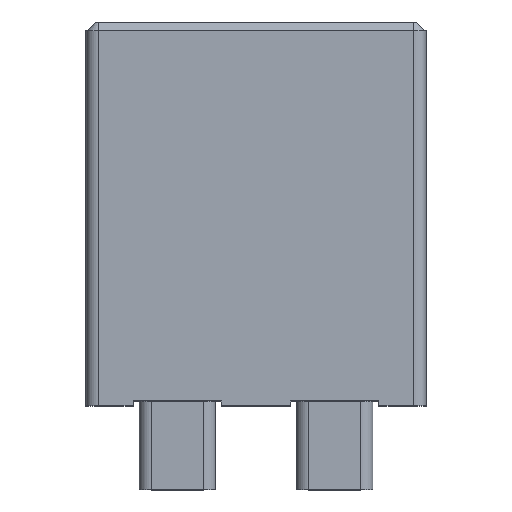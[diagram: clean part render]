
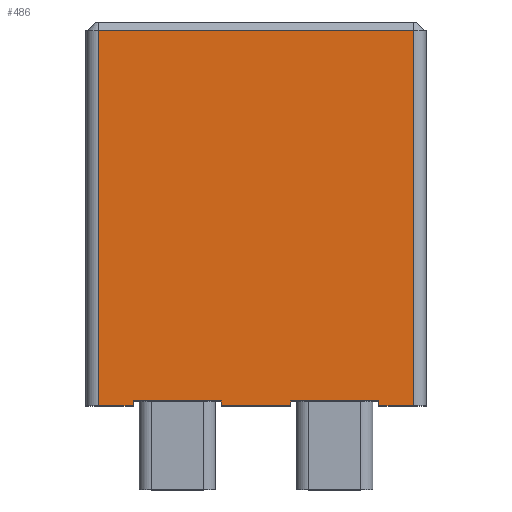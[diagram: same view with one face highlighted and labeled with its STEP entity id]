
A CAD part, top view. The second image highlights one B-rep face of the part: STEP entity #486.
In plain terms, the highlighted planar face has unit normal (0, 0, 1).
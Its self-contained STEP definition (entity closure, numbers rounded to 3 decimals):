
#40 = ORIENTED_EDGE ( 'NONE', *, *, #381, .F. ) ;
#69 = CARTESIAN_POINT ( 'NONE',  ( 6.36, 15.49, 5.205 ) ) ;
#87 = ORIENTED_EDGE ( 'NONE', *, *, #534, .T. ) ;
#102 = EDGE_CURVE ( 'NONE', #908, #1406, #821, .T. ) ;
#110 = LINE ( 'NONE', #689, #1999 ) ;
#118 = VERTEX_POINT ( 'NONE', #898 ) ;
#150 = LINE ( 'NONE', #586, #1772 ) ;
#176 = DIRECTION ( 'NONE',  ( 0., 1., 0. ) ) ;
#178 = CARTESIAN_POINT ( 'NONE',  ( -4.955, 0., 5.205 ) ) ;
#184 = VECTOR ( 'NONE', #1734, 1000. ) ;
#197 = CARTESIAN_POINT ( 'NONE',  ( 6.36, 0., 5.205 ) ) ;
#227 = VECTOR ( 'NONE', #979, 1000. ) ;
#267 = CARTESIAN_POINT ( 'NONE',  ( 6.36, 0., 5.205 ) ) ;
#293 = EDGE_CURVE ( 'NONE', #118, #908, #1971, .T. ) ;
#297 = LINE ( 'NONE', #1600, #1298 ) ;
#323 = CARTESIAN_POINT ( 'NONE',  ( 6.36, 15.49, 5.205 ) ) ;
#381 = EDGE_CURVE ( 'NONE', #805, #1113, #593, .T. ) ;
#385 = DIRECTION ( 'NONE',  ( 0., 0., -1. ) ) ;
#438 = CARTESIAN_POINT ( 'NONE',  ( 4.955, 15.49, 5.205 ) ) ;
#455 = EDGE_CURVE ( 'NONE', #835, #724, #110, .T. ) ;
#471 = CARTESIAN_POINT ( 'NONE',  ( 6.36, 0., 5.205 ) ) ;
#486 = ADVANCED_FACE ( 'NONE', ( #981 ), #866, .F. ) ;
#487 = DIRECTION ( 'NONE',  ( 0., -1., 0. ) ) ;
#489 = CARTESIAN_POINT ( 'NONE',  ( -6.36, 15.14, 5.205 ) ) ;
#534 = EDGE_CURVE ( 'NONE', #872, #703, #645, .T. ) ;
#544 = LINE ( 'NONE', #323, #1478 ) ;
#586 = CARTESIAN_POINT ( 'NONE',  ( -1.395, 15.49, 5.205 ) ) ;
#593 = LINE ( 'NONE', #489, #1274 ) ;
#602 = ORIENTED_EDGE ( 'NONE', *, *, #102, .T. ) ;
#645 = LINE ( 'NONE', #267, #1755 ) ;
#679 = ORIENTED_EDGE ( 'NONE', *, *, #841, .F. ) ;
#689 = CARTESIAN_POINT ( 'NONE',  ( 6.36, 0.2, 5.205 ) ) ;
#701 = ORIENTED_EDGE ( 'NONE', *, *, #455, .T. ) ;
#703 = VERTEX_POINT ( 'NONE', #938 ) ;
#719 = VECTOR ( 'NONE', #1403, 1000. ) ;
#724 = VERTEX_POINT ( 'NONE', #1259 ) ;
#762 = LINE ( 'NONE', #1212, #1445 ) ;
#805 = VERTEX_POINT ( 'NONE', #1074 ) ;
#815 = EDGE_CURVE ( 'NONE', #805, #118, #1156, .T. ) ;
#821 = LINE ( 'NONE', #1067, #184 ) ;
#835 = VERTEX_POINT ( 'NONE', #976 ) ;
#841 = EDGE_CURVE ( 'NONE', #1113, #703, #544, .T. ) ;
#864 = EDGE_CURVE ( 'NONE', #1279, #1501, #1551, .T. ) ;
#866 = PLANE ( 'NONE',  #1506 ) ;
#872 = VERTEX_POINT ( 'NONE', #1420 ) ;
#898 = CARTESIAN_POINT ( 'NONE',  ( -6.36, 0., 5.205 ) ) ;
#908 = VERTEX_POINT ( 'NONE', #178 ) ;
#909 = CARTESIAN_POINT ( 'NONE',  ( -1.395, 0.2, 5.205 ) ) ;
#929 = ORIENTED_EDGE ( 'NONE', *, *, #815, .T. ) ;
#938 = CARTESIAN_POINT ( 'NONE',  ( 6.36, 0., 5.205 ) ) ;
#976 = CARTESIAN_POINT ( 'NONE',  ( 1.395, 0.2, 5.205 ) ) ;
#979 = DIRECTION ( 'NONE',  ( 1., 0., 0. ) ) ;
#981 = FACE_OUTER_BOUND ( 'NONE', #1058, .T. ) ;
#1012 = ORIENTED_EDGE ( 'NONE', *, *, #1746, .T. ) ;
#1019 = DIRECTION ( 'NONE',  ( -1., 0., 0. ) ) ;
#1051 = VECTOR ( 'NONE', #1906, 1000. ) ;
#1058 = EDGE_LOOP ( 'NONE', ( #1977, #602, #1202, #1012, #1958, #1550, #701, #1834, #87, #679, #40, #929 ) ) ;
#1067 = CARTESIAN_POINT ( 'NONE',  ( -4.955, 15.49, 5.205 ) ) ;
#1074 = CARTESIAN_POINT ( 'NONE',  ( -6.36, 15.14, 5.205 ) ) ;
#1082 = DIRECTION ( 'NONE',  ( 1., 0., 0. ) ) ;
#1113 = VERTEX_POINT ( 'NONE', #1176 ) ;
#1138 = DIRECTION ( 'NONE',  ( 1., 0., 0. ) ) ;
#1149 = EDGE_CURVE ( 'NONE', #1406, #1252, #762, .T. ) ;
#1156 = LINE ( 'NONE', #2038, #719 ) ;
#1165 = DIRECTION ( 'NONE',  ( 1., 0., 0. ) ) ;
#1176 = CARTESIAN_POINT ( 'NONE',  ( 6.36, 15.14, 5.205 ) ) ;
#1202 = ORIENTED_EDGE ( 'NONE', *, *, #1149, .T. ) ;
#1212 = CARTESIAN_POINT ( 'NONE',  ( 6.36, 0.2, 5.205 ) ) ;
#1215 = DIRECTION ( 'NONE',  ( 0., -1., 0. ) ) ;
#1252 = VERTEX_POINT ( 'NONE', #909 ) ;
#1259 = CARTESIAN_POINT ( 'NONE',  ( 4.955, 0.2, 5.205 ) ) ;
#1274 = VECTOR ( 'NONE', #1988, 1000. ) ;
#1279 = VERTEX_POINT ( 'NONE', #2062 ) ;
#1293 = CARTESIAN_POINT ( 'NONE',  ( 1.395, 0., 5.205 ) ) ;
#1298 = VECTOR ( 'NONE', #176, 1000. ) ;
#1310 = EDGE_CURVE ( 'NONE', #724, #872, #1473, .T. ) ;
#1403 = DIRECTION ( 'NONE',  ( 0., -1., 0. ) ) ;
#1406 = VERTEX_POINT ( 'NONE', #1450 ) ;
#1420 = CARTESIAN_POINT ( 'NONE',  ( 4.955, 0., 5.205 ) ) ;
#1445 = VECTOR ( 'NONE', #1082, 1000. ) ;
#1450 = CARTESIAN_POINT ( 'NONE',  ( -4.955, 0.2, 5.205 ) ) ;
#1461 = EDGE_CURVE ( 'NONE', #1501, #835, #297, .T. ) ;
#1473 = LINE ( 'NONE', #438, #1051 ) ;
#1478 = VECTOR ( 'NONE', #487, 1000. ) ;
#1501 = VERTEX_POINT ( 'NONE', #1293 ) ;
#1506 = AXIS2_PLACEMENT_3D ( 'NONE', #69, #385, #1019 ) ;
#1550 = ORIENTED_EDGE ( 'NONE', *, *, #1461, .T. ) ;
#1551 = LINE ( 'NONE', #471, #1951 ) ;
#1600 = CARTESIAN_POINT ( 'NONE',  ( 1.395, 15.49, 5.205 ) ) ;
#1734 = DIRECTION ( 'NONE',  ( 0., 1., 0. ) ) ;
#1746 = EDGE_CURVE ( 'NONE', #1252, #1279, #150, .T. ) ;
#1755 = VECTOR ( 'NONE', #2006, 1000. ) ;
#1772 = VECTOR ( 'NONE', #1215, 1000. ) ;
#1834 = ORIENTED_EDGE ( 'NONE', *, *, #1310, .T. ) ;
#1906 = DIRECTION ( 'NONE',  ( 0., -1., 0. ) ) ;
#1951 = VECTOR ( 'NONE', #1138, 1000. ) ;
#1958 = ORIENTED_EDGE ( 'NONE', *, *, #864, .T. ) ;
#1971 = LINE ( 'NONE', #197, #227 ) ;
#1977 = ORIENTED_EDGE ( 'NONE', *, *, #293, .T. ) ;
#1988 = DIRECTION ( 'NONE',  ( 1., 0., 0. ) ) ;
#1999 = VECTOR ( 'NONE', #1165, 1000. ) ;
#2006 = DIRECTION ( 'NONE',  ( 1., 0., 0. ) ) ;
#2038 = CARTESIAN_POINT ( 'NONE',  ( -6.36, 15.49, 5.205 ) ) ;
#2062 = CARTESIAN_POINT ( 'NONE',  ( -1.395, 0., 5.205 ) ) ;
